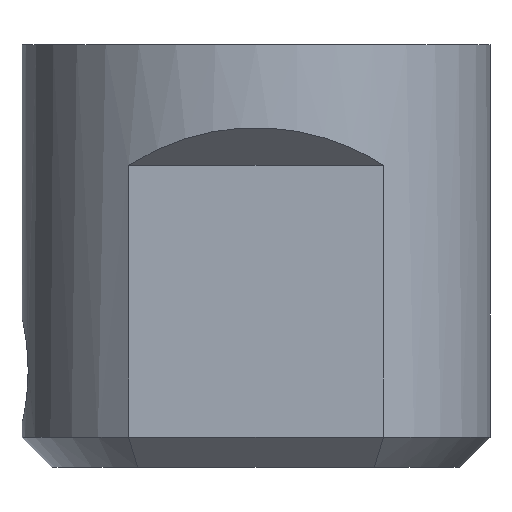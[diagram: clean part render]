
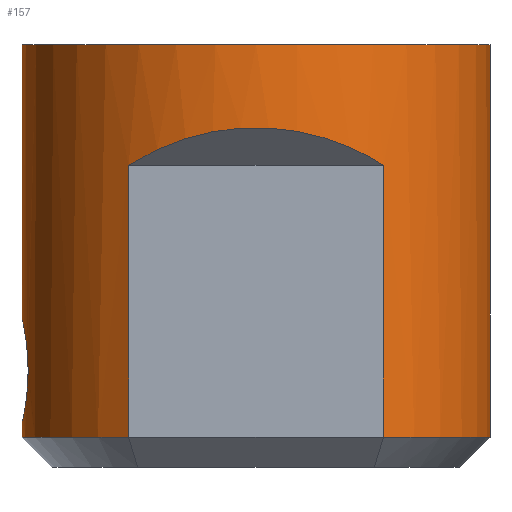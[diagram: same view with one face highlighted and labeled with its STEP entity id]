
A CAD part, left-side view. The second image highlights one B-rep face of the part: STEP entity #157.
In plain terms, the highlighted cylindrical face has radius 7.75 mm (diameter 15.5 mm), a partial arc.
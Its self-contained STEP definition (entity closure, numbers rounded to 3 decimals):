
#157=ADVANCED_FACE('NONE',(#436),#437,.T.);
#167=EDGE_CURVE('NONE',#187,#221,#449,.T.);
#185=EDGE_CURVE('NONE',#403,#221,#469,.T.);
#187=VERTEX_POINT('NONE',#471);
#221=VERTEX_POINT('NONE',#505);
#225=EDGE_CURVE('NONE',#245,#187,#509,.T.);
#245=VERTEX_POINT('NONE',#531);
#253=VERTEX_POINT('NONE',#540);
#263=EDGE_CURVE('NONE',#335,#409,#550,.T.);
#303=EDGE_CURVE('NONE',#323,#253,#598,.T.);
#307=EDGE_CURVE('NONE',#253,#403,#602,.T.);
#323=VERTEX_POINT('NONE',#619);
#333=EDGE_CURVE('NONE',#411,#379,#629,.T.);
#335=VERTEX_POINT('NONE',#631);
#361=EDGE_CURVE('NONE',#411,#335,#660,.T.);
#373=EDGE_CURVE('NONE',#409,#323,#674,.T.);
#379=VERTEX_POINT('NONE',#680);
#397=EDGE_CURVE('NONE',#245,#379,#705,.T.);
#403=VERTEX_POINT('NONE',#711);
#409=VERTEX_POINT('NONE',#718);
#411=VERTEX_POINT('NONE',#720);
#436=FACE_OUTER_BOUND('',#755,.T.);
#437=CYLINDRICAL_SURFACE('',#756,7.75);
#449=CIRCLE('',#770,7.75);
#469=LINE('',#800,#801);
#471=CARTESIAN_POINT('',(0.0,7.75,0.0));
#505=CARTESIAN_POINT('',(0.,-7.75,0.0));
#509=LINE('',#858,#859);
#531=CARTESIAN_POINT('',(0.,7.75,-9.05));
#540=CARTESIAN_POINT('',(-6.5,-4.22,-13.0));
#550=LINE('',#919,#920);
#598=LINE('',#1011,#1012);
#602=CIRCLE('',#1017,7.75);
#619=CARTESIAN_POINT('',(-6.5,-4.22,-4.0));
#629=LINE('',#1057,#1058);
#631=CARTESIAN_POINT('',(-6.5,4.22,-13.0));
#660=CIRCLE('',#1098,7.75);
#674=(B_SPLINE_CURVE(3,(#1138,#1139,#1140,#1141),.UNSPECIFIED.,.F.,.F.)B_SPLINE_CURVE_WITH_KNOTS((4,4),(5.707,6.859),.UNSPECIFIED.)RATIONAL_B_SPLINE_CURVE((1.0,0.892,0.892,1.0))BOUNDED_CURVE()REPRESENTATION_ITEM('')GEOMETRIC_REPRESENTATION_ITEM()CURVE());
#680=CARTESIAN_POINT('',(0.,7.75,-12.55));
#705=B_SPLINE_CURVE_WITH_KNOTS('',3,(#1194,#1195,#1196,#1197,#1198,#1199,#1200,#1201,#1202,#1203,#1204,#1205,#1206,#1207,#1208,#1209,#1210,#1211,#1212,#1213,#1214,#1215,#1216,#1217,#1218,#1219),.UNSPECIFIED.,.F.,.F.,(4,2,2,2,2,2,2,2,2,2,2,2,4),(0.005,0.006,0.007,0.007,0.007,0.008,0.008,0.009,0.009,0.01,0.01,0.011,0.011),.UNSPECIFIED.);
#711=CARTESIAN_POINT('',(0.,-7.75,-13.0));
#718=CARTESIAN_POINT('',(-6.5,4.22,-4.0));
#720=CARTESIAN_POINT('',(0.0,7.75,-13.0));
#755=EDGE_LOOP('',(#1252,#1253,#1254,#1255,#1256,#1257,#1258,#1259,#1260,#1261));
#756=AXIS2_PLACEMENT_3D('',#1262,#1263,#1264);
#770=AXIS2_PLACEMENT_3D('',#1285,#1286,#1287);
#800=CARTESIAN_POINT('',(0.,-7.75,1.935));
#801=VECTOR('',#1309,1000.0);
#858=CARTESIAN_POINT('',(0.0,7.75,1.935));
#859=VECTOR('',#1333,1000.0);
#919=CARTESIAN_POINT('',(-6.5,4.22,1.935));
#920=VECTOR('',#1374,1000.0);
#1011=CARTESIAN_POINT('',(-6.5,-4.22,1.935));
#1012=VECTOR('',#1451,1000.0);
#1017=AXIS2_PLACEMENT_3D('',#1452,#1453,#1454);
#1057=CARTESIAN_POINT('',(0.0,7.75,1.935));
#1058=VECTOR('',#1472,1000.0);
#1098=AXIS2_PLACEMENT_3D('',#1504,#1505,#1506);
#1138=CARTESIAN_POINT('',(-6.5,4.22,-4.0));
#1139=CARTESIAN_POINT('',(-8.217,1.576,-2.283));
#1140=CARTESIAN_POINT('',(-8.217,-1.576,-2.283));
#1141=CARTESIAN_POINT('',(-6.5,-4.22,-4.0));
#1194=CARTESIAN_POINT('',(0.,7.75,-9.05));
#1195=CARTESIAN_POINT('',(-0.229,7.75,-9.05));
#1196=CARTESIAN_POINT('',(-0.46,7.739,-9.096));
#1197=CARTESIAN_POINT('',(-0.776,7.712,-9.227));
#1198=CARTESIAN_POINT('',(-0.878,7.701,-9.282));
#1199=CARTESIAN_POINT('',(-1.068,7.677,-9.409));
#1200=CARTESIAN_POINT('',(-1.156,7.664,-9.481));
#1201=CARTESIAN_POINT('',(-1.318,7.638,-9.643));
#1202=CARTESIAN_POINT('',(-1.391,7.624,-9.732));
#1203=CARTESIAN_POINT('',(-1.518,7.6,-9.921));
#1204=CARTESIAN_POINT('',(-1.572,7.589,-10.022));
#1205=CARTESIAN_POINT('',(-1.704,7.561,-10.341));
#1206=CARTESIAN_POINT('',(-1.75,7.55,-10.568));
#1207=CARTESIAN_POINT('',(-1.75,7.55,-10.915));
#1208=CARTESIAN_POINT('',(-1.739,7.552,-11.029));
#1209=CARTESIAN_POINT('',(-1.694,7.563,-11.253));
#1210=CARTESIAN_POINT('',(-1.66,7.57,-11.365));
#1211=CARTESIAN_POINT('',(-1.529,7.598,-11.682));
#1212=CARTESIAN_POINT('',(-1.399,7.624,-11.876));
#1213=CARTESIAN_POINT('',(-1.078,7.676,-12.197));
#1214=CARTESIAN_POINT('',(-0.883,7.702,-12.328));
#1215=CARTESIAN_POINT('',(-0.567,7.73,-12.459));
#1216=CARTESIAN_POINT('',(-0.456,7.737,-12.493));
#1217=CARTESIAN_POINT('',(-0.23,7.747,-12.539));
#1218=CARTESIAN_POINT('',(-0.116,7.75,-12.55));
#1219=CARTESIAN_POINT('',(0.,7.75,-12.55));
#1252=ORIENTED_EDGE('',*,*,#307,.T.);
#1253=ORIENTED_EDGE('',*,*,#185,.T.);
#1254=ORIENTED_EDGE('',*,*,#167,.F.);
#1255=ORIENTED_EDGE('',*,*,#225,.F.);
#1256=ORIENTED_EDGE('',*,*,#397,.T.);
#1257=ORIENTED_EDGE('',*,*,#333,.F.);
#1258=ORIENTED_EDGE('',*,*,#361,.T.);
#1259=ORIENTED_EDGE('',*,*,#263,.T.);
#1260=ORIENTED_EDGE('',*,*,#373,.T.);
#1261=ORIENTED_EDGE('',*,*,#303,.T.);
#1262=CARTESIAN_POINT('',(0.0,0.0,1.935));
#1263=DIRECTION('',(-0.0,-0.0,1.0));
#1264=DIRECTION('',(0.0,1.0,0.0));
#1285=CARTESIAN_POINT('',(0.0,0.0,0.0));
#1286=DIRECTION('',(0.0,-0.0,1.0));
#1287=DIRECTION('',(0.0,1.0,0.0));
#1309=DIRECTION('',(0.0,0.0,1.0));
#1333=DIRECTION('',(0.0,0.0,1.0));
#1374=DIRECTION('',(0.0,0.0,1.0));
#1451=DIRECTION('',(0.0,0.0,-1.0));
#1452=CARTESIAN_POINT('',(0.0,0.0,-13.0));
#1453=DIRECTION('',(0.0,-0.0,1.0));
#1454=DIRECTION('',(0.0,1.0,0.0));
#1472=DIRECTION('',(0.0,0.0,1.0));
#1504=CARTESIAN_POINT('',(0.0,0.0,-13.0));
#1505=DIRECTION('',(0.0,-0.0,1.0));
#1506=DIRECTION('',(0.0,1.0,0.0));
